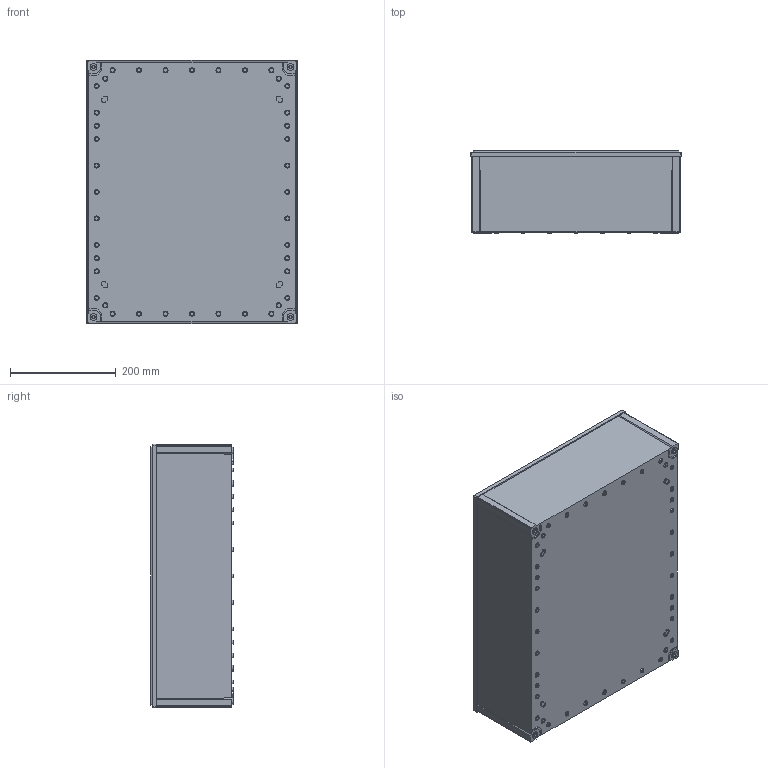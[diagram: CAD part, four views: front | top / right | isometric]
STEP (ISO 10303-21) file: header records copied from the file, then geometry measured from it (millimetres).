
FILE_DESCRIPTION (( 'STEP AP214' ), '1' );
FILE_NAME ('Fibox_CAB_54B.STEP', '2015-12-11T09:35:10', ( '' ), ( '' ), 'SwSTEP 2.0', 'SolidWorks 2014', '' );
FILE_SCHEMA (( 'AUTOMOTIVE_DESIGN' ));
Length unit declared in the file: millimetre
Products named in the file (1): Fibox_CAB_54B
Bounding box: 398 x 155 x 498 mm (x, y, z)
Volume: 1961114.2 mm3; surface area: 951281.9 mm2
Topology: 1 solids, 1 shells, 1072 faces, 2605 edges, 1734 vertices
Faces by surface type: plane 632, cylinder 348, cone 92
Entity records: 31595 total; most frequent: DIRECTION 5611, CARTESIAN_POINT 5460, ORIENTED_EDGE 5210, EDGE_CURVE 2605, AXIS2_PLACEMENT_3D 1949, VERTEX_POINT 1734, LINE 1713, VECTOR 1713
